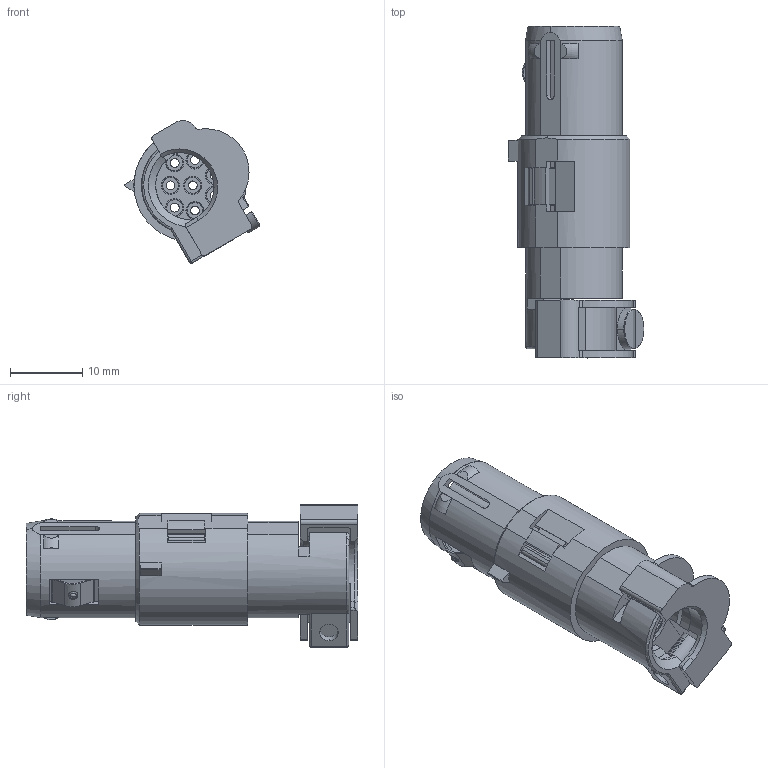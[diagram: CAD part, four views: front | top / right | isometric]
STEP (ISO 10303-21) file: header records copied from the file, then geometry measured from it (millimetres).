
FILE_DESCRIPTION((''),'2;1');
FILE_NAME('EMC008FC_','2017-09-13T',('tl.yang'),(''),'PRO/ENGINEER BY PARAMETRIC TECHNOLOGY CORPORATION, 2011500','PRO/ENGINEER BY PARAMETRIC TECHNOLOGY CORPORATION, 2011500','');
FILE_SCHEMA(('CONFIG_CONTROL_DESIGN'));
Length unit declared in the file: millimetre
Products named in the file (1): EMC008FC_
Bounding box: 18.83 x 45.95 x 19.76 mm (x, y, z)
Volume: 4267.5 mm3; surface area: 7066.9 mm2
Topology: 1 solids, 1 shells, 643 faces, 1821 edges, 1202 vertices
Faces by surface type: plane 308, cylinder 153, extrusion 113, cone 49, torus 10, bspline 8, sphere 2
Entity records: 22425 total; most frequent: CARTESIAN_POINT 5809, ORIENTED_EDGE 3634, DIRECTION 3117, EDGE_CURVE 1817, VERTEX_POINT 1202, VECTOR 1167, LINE 1054, AXIS2_PLACEMENT_3D 975
